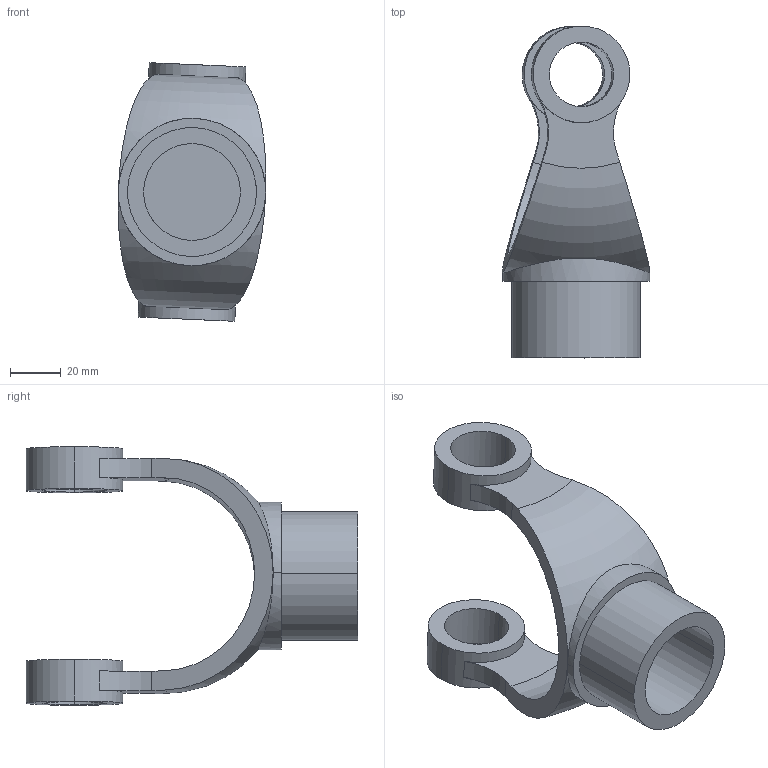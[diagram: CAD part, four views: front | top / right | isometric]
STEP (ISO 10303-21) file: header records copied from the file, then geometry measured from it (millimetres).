
FILE_DESCRIPTION (( 'STEP AP203' ), '1' );
FILE_NAME ('RearDriveShaft_Secondary.STEP', '2023-07-27T05:57:13', ( '' ), ( '' ), 'SwSTEP 2.0', 'SolidWorks 2021', '' );
FILE_SCHEMA (( 'CONFIG_CONTROL_DESIGN' ));
Length unit declared in the file: centimetre
Products named in the file (5): Gearbox _1_; RearDriveShaft_Secondary; Part 76-1; U Joint _1_-1; Rear Axle Assembly _1_
Assembly tree (4 placements, depth 5):
  RearDriveShaft_Secondary
    Rear Axle Assembly _1_
      Gearbox _1_
        U Joint _1_-1
          Part 76-1
Bounding box: 58.26 x 130.68 x 101.89 mm (x, y, z)
Volume: 105350.6 mm3; surface area: 35631.7 mm2
Topology: 1 solids, 1 shells, 34 faces, 80 edges, 52 vertices
Faces by surface type: cylinder 18, plane 13, torus 3
Entity records: 1667 total; most frequent: CARTESIAN_POINT 304, DIRECTION 214, ORIENTED_EDGE 160, AXIS2_PLACEMENT_3D 92, EDGE_CURVE 80, VERTEX_POINT 52, CIRCLE 48, PERSON_AND_ORGANIZATION 44
